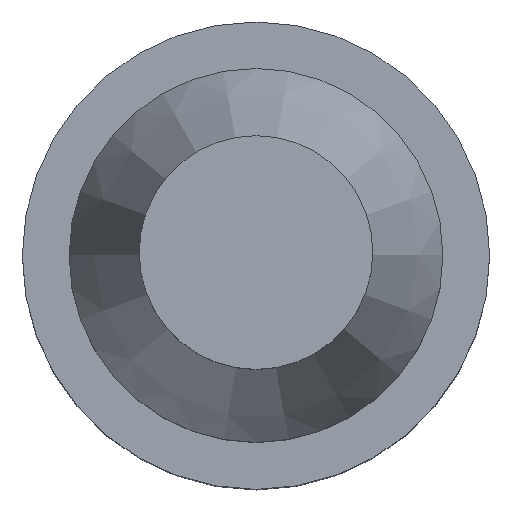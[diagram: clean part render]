
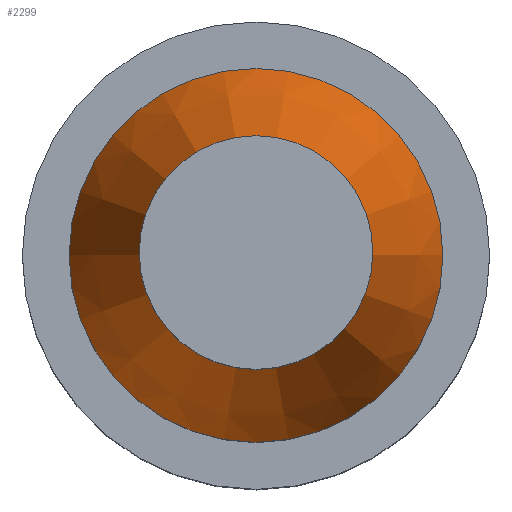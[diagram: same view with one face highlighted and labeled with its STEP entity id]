
A CAD part, top view. The second image highlights one B-rep face of the part: STEP entity #2299.
In plain terms, the highlighted conical face has half-angle 19.29 degrees and reference radius 10 mm.
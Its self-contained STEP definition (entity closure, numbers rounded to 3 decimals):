
#720=FACE_BOUND($,#1011,.T.);
#848=FACE_OUTER_BOUND($,#1010,.T.);
#1010=EDGE_LOOP($,(#2152));
#1011=EDGE_LOOP($,(#2153));
#1048=CIRCLE($,#2416,4.75);
#1049=CIRCLE($,#2418,10.);
#1259=VERTEX_POINT($,#4042);
#1260=VERTEX_POINT($,#4045);
#1559=EDGE_CURVE($,#1259,#1259,#1048,.T.);
#1560=EDGE_CURVE($,#1260,#1260,#1049,.T.);
#2152=ORIENTED_EDGE($,*,*,#1560,.F.);
#2153=ORIENTED_EDGE($,*,*,#1559,.T.);
#2174=CONICAL_SURFACE($,#2417,10.,19.29);
#2299=ADVANCED_FACE($,(#848,#720),#2174,.T.);
#2416=AXIS2_PLACEMENT_3D($,#4043,#2824,#2825);
#2417=AXIS2_PLACEMENT_3D($,#4044,#2826,#2827);
#2418=AXIS2_PLACEMENT_3D($,#4046,#2828,#2829);
#2824=DIRECTION('center_axis',(0.,0.,-1.));
#2825=DIRECTION('ref_axis',(-1.,0.,0.));
#2826=DIRECTION('center_axis',(0.,0.,-1.));
#2827=DIRECTION('ref_axis',(1.,0.,0.));
#2828=DIRECTION('center_axis',(0.,0.,-1.));
#2829=DIRECTION('ref_axis',(-1.,0.,0.));
#4042=CARTESIAN_POINT('',(-4.75,0.,42.));
#4043=CARTESIAN_POINT('Origin',(0.,0.,42.));
#4044=CARTESIAN_POINT('Origin',(0.,0.,27.));
#4045=CARTESIAN_POINT('',(10.,0.,27.));
#4046=CARTESIAN_POINT('Origin',(0.,0.,27.));
